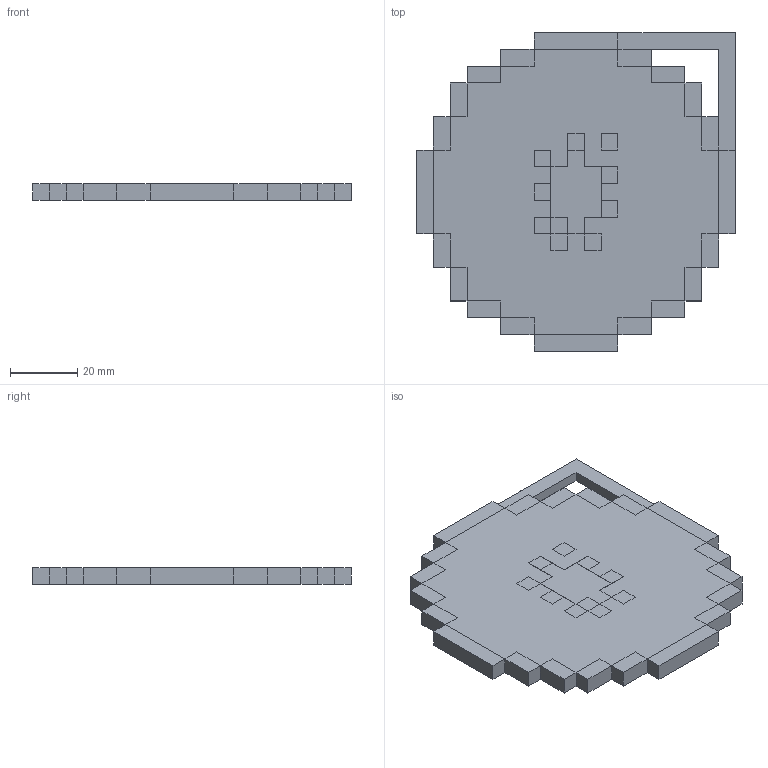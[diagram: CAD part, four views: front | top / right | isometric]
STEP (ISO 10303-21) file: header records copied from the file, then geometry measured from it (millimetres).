
FILE_DESCRIPTION(/* description */ (''),/* implementation_level */ '2;1');
FILE_NAME(/* name */ 'Grid Chain 4.step',/* time_stamp */ '2025-11-27T20:37:30Z',/* author */ (''),/* organization */ (''),/* preprocessor_version */ 'ST-DEVELOPER v20.1',/* originating_system */ 'Autodesk Translation Framework v14.17.0.0',/* authorisation */ '');
FILE_SCHEMA (('AUTOMOTIVE_DESIGN { 1 0 10303 214 3 1 1 }'));
Length unit declared in the file: millimetre
Products named in the file (1): 2025-11-22-15-33-31-987
Bounding box: 95 x 95 x 5 mm (x, y, z)
Volume: 35600 mm3; surface area: 22620 mm2
Topology: 33 solids, 33 shells, 276 faces, 630 edges, 416 vertices
Faces by surface type: plane 276
Entity records: 7700 total; most frequent: CARTESIAN_POINT 1323, ORIENTED_EDGE 1260, DIRECTION 1184, LINE 630, VECTOR 630, EDGE_CURVE 630, VERTEX_POINT 416, EDGE_LOOP 280
